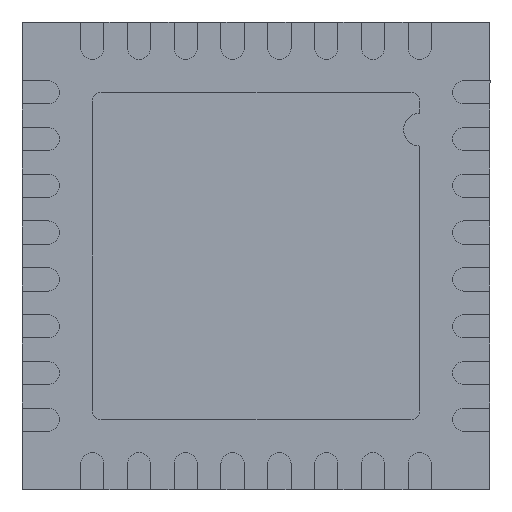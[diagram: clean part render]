
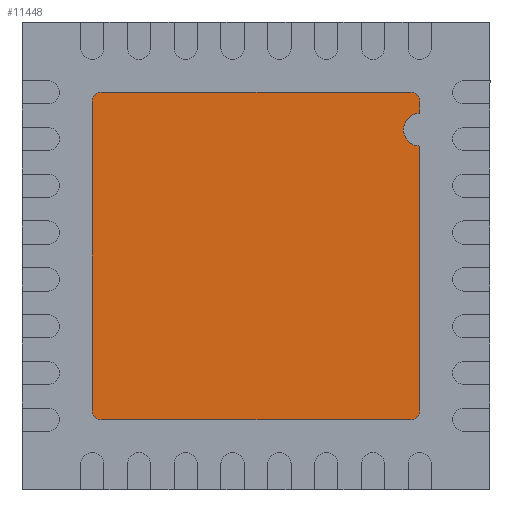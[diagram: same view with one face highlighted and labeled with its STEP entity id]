
A CAD part, front view. The second image highlights one B-rep face of the part: STEP entity #11448.
In plain terms, the highlighted planar face has unit normal (0, -1, 0).
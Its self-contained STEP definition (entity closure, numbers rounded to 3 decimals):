
#380 = EDGE_CURVE ( 'NONE', #1204, #2547, #5631, .T. ) ;
#402 = CARTESIAN_POINT ( 'NONE',  ( -1.75, 0., 1.65 ) ) ;
#726 = CARTESIAN_POINT ( 'NONE',  ( -1.65, 0., 1.65 ) ) ;
#907 = VERTEX_POINT ( 'NONE', #9989 ) ;
#1204 = VERTEX_POINT ( 'NONE', #15765 ) ;
#1239 = AXIS2_PLACEMENT_3D ( 'NONE', #4844, #13179, #7811 ) ;
#1465 = EDGE_CURVE ( 'NONE', #9456, #1204, #3297, .T. ) ;
#1706 = CIRCLE ( 'NONE', #5614, 0.175 ) ;
#1759 = LINE ( 'NONE', #17321, #17010 ) ;
#1920 = CARTESIAN_POINT ( 'NONE',  ( -1.75, 0., 1.65 ) ) ;
#2084 = DIRECTION ( 'NONE',  ( 0., 0., 1. ) ) ;
#2547 = VERTEX_POINT ( 'NONE', #5534 ) ;
#2599 = AXIS2_PLACEMENT_3D ( 'NONE', #726, #7575, #2084 ) ;
#2612 = CARTESIAN_POINT ( 'NONE',  ( -1.65, 0., -1.65 ) ) ;
#2796 = FACE_OUTER_BOUND ( 'NONE', #9096, .T. ) ;
#2956 = DIRECTION ( 'NONE',  ( 0., 1., 0. ) ) ;
#3243 = CARTESIAN_POINT ( 'NONE',  ( -1.65, 0., -1.75 ) ) ;
#3297 = LINE ( 'NONE', #16198, #9094 ) ;
#3467 = VERTEX_POINT ( 'NONE', #7355 ) ;
#3657 = DIRECTION ( 'NONE',  ( 0., 0., -1. ) ) ;
#3735 = ORIENTED_EDGE ( 'NONE', *, *, #1465, .F. ) ;
#3773 = AXIS2_PLACEMENT_3D ( 'NONE', #2612, #8008, #9266 ) ;
#4011 = CARTESIAN_POINT ( 'NONE',  ( 1.75, 0., 1.175 ) ) ;
#4165 = VERTEX_POINT ( 'NONE', #4011 ) ;
#4376 = DIRECTION ( 'NONE',  ( 0., 0., 1. ) ) ;
#4600 = CARTESIAN_POINT ( 'NONE',  ( -1.75, 0., -1.65 ) ) ;
#4844 = CARTESIAN_POINT ( 'NONE',  ( 1.65, 0., 1.65 ) ) ;
#5534 = CARTESIAN_POINT ( 'NONE',  ( 1.75, 0., 1.65 ) ) ;
#5614 = AXIS2_PLACEMENT_3D ( 'NONE', #11061, #9939, #4376 ) ;
#5631 = CIRCLE ( 'NONE', #1239, 0.1 ) ;
#5948 = DIRECTION ( 'NONE',  ( -1., 0., 0. ) ) ;
#6291 = ORIENTED_EDGE ( 'NONE', *, *, #15524, .F. ) ;
#6309 = DIRECTION ( 'NONE',  ( 0., 0., -1. ) ) ;
#6549 = LINE ( 'NONE', #3243, #9339 ) ;
#6635 = EDGE_CURVE ( 'NONE', #16343, #9456, #9058, .T. ) ;
#6720 = EDGE_CURVE ( 'NONE', #907, #13345, #16596, .T. ) ;
#7355 = CARTESIAN_POINT ( 'NONE',  ( 1.75, 0., 1.525 ) ) ;
#7575 = DIRECTION ( 'NONE',  ( 0., 1., 0. ) ) ;
#7663 = AXIS2_PLACEMENT_3D ( 'NONE', #12547, #2956, #8486 ) ;
#7790 = CARTESIAN_POINT ( 'NONE',  ( 1.65, 0., -1.75 ) ) ;
#7811 = DIRECTION ( 'NONE',  ( 0., 0., 1. ) ) ;
#7937 = DIRECTION ( 'NONE',  ( 1., 0., 0. ) ) ;
#8008 = DIRECTION ( 'NONE',  ( 0., 1., 0. ) ) ;
#8276 = ORIENTED_EDGE ( 'NONE', *, *, #15656, .F. ) ;
#8369 = CARTESIAN_POINT ( 'NONE',  ( -1.65, 0., 1.75 ) ) ;
#8486 = DIRECTION ( 'NONE',  ( 0., 0., 1. ) ) ;
#8615 = VERTEX_POINT ( 'NONE', #4600 ) ;
#9024 = CARTESIAN_POINT ( 'NONE',  ( 1.75, 0., -1.65 ) ) ;
#9058 = CIRCLE ( 'NONE', #2599, 0.1 ) ;
#9094 = VECTOR ( 'NONE', #7937, 1000. ) ;
#9096 = EDGE_LOOP ( 'NONE', ( #10055, #9704, #3735, #12229, #14372, #10920, #8276, #14990, #6291, #16185 ) ) ;
#9266 = DIRECTION ( 'NONE',  ( 0., 0., 1. ) ) ;
#9339 = VECTOR ( 'NONE', #5948, 1000. ) ;
#9456 = VERTEX_POINT ( 'NONE', #8369 ) ;
#9704 = ORIENTED_EDGE ( 'NONE', *, *, #380, .F. ) ;
#9777 = VECTOR ( 'NONE', #3657, 1000. ) ;
#9907 = PLANE ( 'NONE',  #7663 ) ;
#9939 = DIRECTION ( 'NONE',  ( 0., -1., 0. ) ) ;
#9989 = CARTESIAN_POINT ( 'NONE',  ( 1.75, 0., -1.65 ) ) ;
#10055 = ORIENTED_EDGE ( 'NONE', *, *, #13322, .F. ) ;
#10303 = CARTESIAN_POINT ( 'NONE',  ( -1.65, 0., -1.75 ) ) ;
#10392 = DIRECTION ( 'NONE',  ( 0., 0., 1. ) ) ;
#10522 = AXIS2_PLACEMENT_3D ( 'NONE', #11713, #13052, #10392 ) ;
#10920 = ORIENTED_EDGE ( 'NONE', *, *, #12358, .F. ) ;
#11061 = CARTESIAN_POINT ( 'NONE',  ( 1.75, 0., 1.35 ) ) ;
#11448 = ADVANCED_FACE ( 'NONE', ( #2796 ), #9907, .F. ) ;
#11713 = CARTESIAN_POINT ( 'NONE',  ( 1.65, 0., -1.65 ) ) ;
#12229 = ORIENTED_EDGE ( 'NONE', *, *, #6635, .F. ) ;
#12347 = LINE ( 'NONE', #9024, #9777 ) ;
#12358 = EDGE_CURVE ( 'NONE', #16542, #8615, #15846, .T. ) ;
#12547 = CARTESIAN_POINT ( 'NONE',  ( 0., 0., 0. ) ) ;
#13052 = DIRECTION ( 'NONE',  ( 0., 1., 0. ) ) ;
#13101 = EDGE_CURVE ( 'NONE', #8615, #16343, #16892, .T. ) ;
#13179 = DIRECTION ( 'NONE',  ( 0., 1., 0. ) ) ;
#13322 = EDGE_CURVE ( 'NONE', #2547, #3467, #1759, .T. ) ;
#13345 = VERTEX_POINT ( 'NONE', #7790 ) ;
#14372 = ORIENTED_EDGE ( 'NONE', *, *, #13101, .F. ) ;
#14990 = ORIENTED_EDGE ( 'NONE', *, *, #6720, .F. ) ;
#15376 = DIRECTION ( 'NONE',  ( 0., 0., 1. ) ) ;
#15524 = EDGE_CURVE ( 'NONE', #4165, #907, #12347, .T. ) ;
#15576 = VECTOR ( 'NONE', #15376, 1000. ) ;
#15656 = EDGE_CURVE ( 'NONE', #13345, #16542, #6549, .T. ) ;
#15765 = CARTESIAN_POINT ( 'NONE',  ( 1.65, 0., 1.75 ) ) ;
#15846 = CIRCLE ( 'NONE', #3773, 0.1 ) ;
#16185 = ORIENTED_EDGE ( 'NONE', *, *, #17745, .F. ) ;
#16198 = CARTESIAN_POINT ( 'NONE',  ( 1.65, 0., 1.75 ) ) ;
#16343 = VERTEX_POINT ( 'NONE', #1920 ) ;
#16542 = VERTEX_POINT ( 'NONE', #10303 ) ;
#16596 = CIRCLE ( 'NONE', #10522, 0.1 ) ;
#16892 = LINE ( 'NONE', #402, #15576 ) ;
#17010 = VECTOR ( 'NONE', #6309, 1000. ) ;
#17321 = CARTESIAN_POINT ( 'NONE',  ( 1.75, 0., 1.525 ) ) ;
#17745 = EDGE_CURVE ( 'NONE', #3467, #4165, #1706, .T. ) ;
